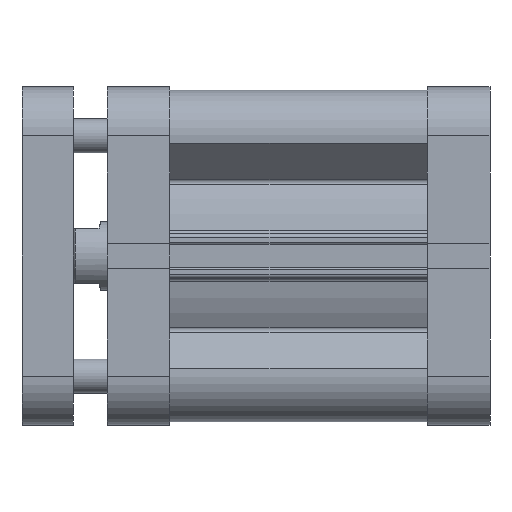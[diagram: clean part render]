
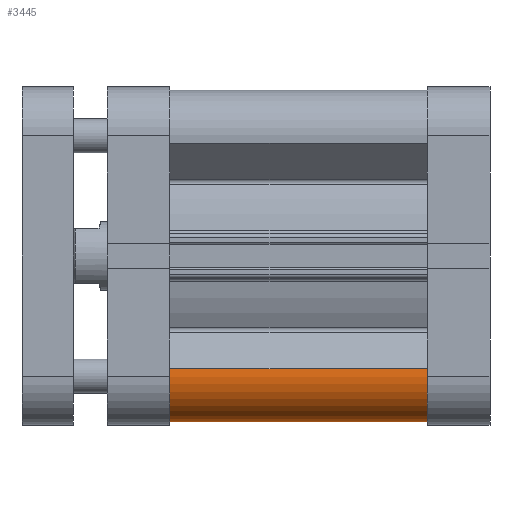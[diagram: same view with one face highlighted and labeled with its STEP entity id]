
A CAD part, front view. The second image highlights one B-rep face of the part: STEP entity #3445.
In plain terms, the highlighted cylindrical face has radius 10.75 mm (diameter 21.5 mm), a partial arc.
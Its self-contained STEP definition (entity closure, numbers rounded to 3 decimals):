
#175 = VERTEX_POINT ( 'NONE', #712 ) ;
#179 = VERTEX_POINT ( 'NONE', #716 ) ;
#183 = VERTEX_POINT ( 'NONE', #720 ) ;
#187 = VERTEX_POINT ( 'NONE', #724 ) ;
#712 = CARTESIAN_POINT ( 'NONE',  ( -26.479, -38.853, 0. ) ) ;
#716 = CARTESIAN_POINT ( 'NONE',  ( -39., -28.25, 0. ) ) ;
#720 = CARTESIAN_POINT ( 'NONE',  ( -26.479, -38.853, 60.5 ) ) ;
#724 = CARTESIAN_POINT ( 'NONE',  ( -39., -28.25, 60.5 ) ) ;
#3048 = EDGE_CURVE ( 'NONE', #187, #183, #9612, .T. ) ;
#3053 = EDGE_CURVE ( 'NONE', #183, #175, #9617, .T. ) ;
#3056 = EDGE_CURVE ( 'NONE', #179, #175, #9625, .T. ) ;
#3074 = EDGE_CURVE ( 'NONE', #187, #179, #9651, .T. ) ;
#3445 = ADVANCED_FACE ( 'NONE', ( #10266 ), #10269, .T. ) ;
#3767 = EDGE_LOOP ( 'NONE', ( #5391, #5390, #5389, #5388 ) ) ;
#4254 = AXIS2_PLACEMENT_3D ( 'NONE', #8413, #8415, #8416 ) ;
#4259 = AXIS2_PLACEMENT_3D ( 'NONE', #8432, #8433, #8434 ) ;
#4626 = AXIS2_PLACEMENT_3D ( 'NONE', #10567, #10566, #10565 ) ;
#5388 = ORIENTED_EDGE ( 'NONE', *, *, #3053, .F. ) ;
#5389 = ORIENTED_EDGE ( 'NONE', *, *, #3056, .T. ) ;
#5390 = ORIENTED_EDGE ( 'NONE', *, *, #3074, .T. ) ;
#5391 = ORIENTED_EDGE ( 'NONE', *, *, #3048, .F. ) ;
#8413 = CARTESIAN_POINT ( 'NONE',  ( -28.25, -28.25, 60.5 ) ) ;
#8415 = DIRECTION ( 'NONE',  ( 0., 0., 1. ) ) ;
#8416 = DIRECTION ( 'NONE',  ( -1., 0., 0. ) ) ;
#8426 = CARTESIAN_POINT ( 'NONE',  ( -26.479, -38.853, 60.5 ) ) ;
#8427 = DIRECTION ( 'NONE',  ( 0., 0., -1. ) ) ;
#8432 = CARTESIAN_POINT ( 'NONE',  ( -28.25, -28.25, 0. ) ) ;
#8433 = DIRECTION ( 'NONE',  ( 0., 0., 1. ) ) ;
#8434 = DIRECTION ( 'NONE',  ( -1., 0., 0. ) ) ;
#8479 = CARTESIAN_POINT ( 'NONE',  ( -39., -28.25, 60.5 ) ) ;
#8480 = DIRECTION ( 'NONE',  ( 0., 0., -1. ) ) ;
#9612 = CIRCLE ( 'NONE', #4254, 10.75 ) ;
#9617 = LINE ( 'NONE', #8426, #9618 ) ;
#9618 = VECTOR ( 'NONE', #8427, 1000. ) ;
#9625 = CIRCLE ( 'NONE', #4259, 10.75 ) ;
#9651 = LINE ( 'NONE', #8479, #9652 ) ;
#9652 = VECTOR ( 'NONE', #8480, 1000. ) ;
#10266 = FACE_OUTER_BOUND ( 'NONE', #3767, .T. ) ;
#10269 = CYLINDRICAL_SURFACE ( 'NONE', #4626, 10.75 ) ;
#10565 = DIRECTION ( 'NONE',  ( -1., 0., 0. ) ) ;
#10566 = DIRECTION ( 'NONE',  ( 0., 0., -1. ) ) ;
#10567 = CARTESIAN_POINT ( 'NONE',  ( -28.25, -28.25, 60.5 ) ) ;
